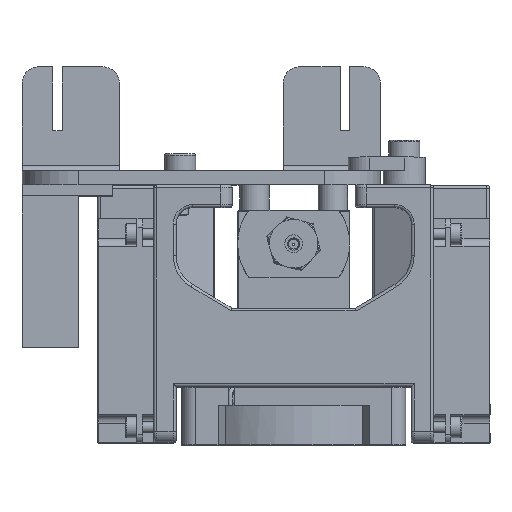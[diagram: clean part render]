
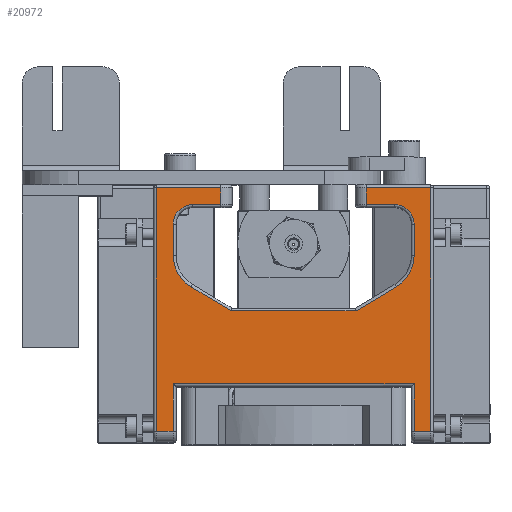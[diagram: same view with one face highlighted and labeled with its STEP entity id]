
A CAD part, top view. The second image highlights one B-rep face of the part: STEP entity #20972.
In plain terms, the highlighted planar face has unit normal (0, 0, 1).
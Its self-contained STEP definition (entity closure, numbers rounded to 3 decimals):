
#777=CIRCLE('',#22282,6.5);
#778=CIRCLE('',#22283,3.5);
#779=CIRCLE('',#22284,3.5);
#780=CIRCLE('',#22285,6.5);
#2170=PLANE('',#22281);
#2797=FACE_OUTER_BOUND('',#4059,.T.);
#4059=EDGE_LOOP('',(#14777,#14778,#14779,#14780,#14781,#14782,#14783,#14784,
#14785,#14786,#14787,#14788,#14789,#14790,#14791,#14792,#14793,#14794,#14795,
#14796,#14797,#14798));
#5492=LINE('',#31981,#7270);
#5497=LINE('',#31994,#7275);
#5498=LINE('',#31998,#7276);
#5499=LINE('',#32002,#7277);
#5500=LINE('',#32006,#7278);
#5501=LINE('',#32008,#7279);
#5502=LINE('',#32010,#7280);
#5503=LINE('',#32012,#7281);
#5504=LINE('',#32014,#7282);
#5505=LINE('',#32015,#7283);
#5506=LINE('',#32017,#7284);
#5507=LINE('',#32019,#7285);
#5508=LINE('',#32021,#7286);
#5509=LINE('',#32023,#7287);
#5510=LINE('',#32025,#7288);
#5511=LINE('',#32027,#7289);
#5512=LINE('',#32031,#7290);
#5513=LINE('',#32034,#7291);
#7270=VECTOR('',#24680,10.);
#7275=VECTOR('',#24691,10.);
#7276=VECTOR('',#24696,10.);
#7277=VECTOR('',#24699,10.);
#7278=VECTOR('',#24702,10.);
#7279=VECTOR('',#24703,10.);
#7280=VECTOR('',#24704,10.);
#7281=VECTOR('',#24705,10.);
#7282=VECTOR('',#24706,10.);
#7283=VECTOR('',#24707,10.);
#7284=VECTOR('',#24708,10.);
#7285=VECTOR('',#24709,10.);
#7286=VECTOR('',#24710,10.);
#7287=VECTOR('',#24711,10.);
#7288=VECTOR('',#24712,10.);
#7289=VECTOR('',#24713,10.);
#7290=VECTOR('',#24716,10.);
#7291=VECTOR('',#24719,10.);
#9259=VERTEX_POINT('',#31974);
#9262=VERTEX_POINT('',#31979);
#9266=VERTEX_POINT('',#31991);
#9267=VERTEX_POINT('',#31993);
#9268=VERTEX_POINT('',#31997);
#9269=VERTEX_POINT('',#31999);
#9270=VERTEX_POINT('',#32001);
#9271=VERTEX_POINT('',#32003);
#9272=VERTEX_POINT('',#32005);
#9273=VERTEX_POINT('',#32007);
#9274=VERTEX_POINT('',#32009);
#9275=VERTEX_POINT('',#32011);
#9276=VERTEX_POINT('',#32013);
#9277=VERTEX_POINT('',#32016);
#9278=VERTEX_POINT('',#32018);
#9279=VERTEX_POINT('',#32020);
#9280=VERTEX_POINT('',#32022);
#9281=VERTEX_POINT('',#32024);
#9282=VERTEX_POINT('',#32026);
#9283=VERTEX_POINT('',#32028);
#9284=VERTEX_POINT('',#32030);
#9285=VERTEX_POINT('',#32032);
#11385=EDGE_CURVE('',#9262,#9259,#5492,.T.);
#11391=EDGE_CURVE('',#9266,#9267,#5497,.T.);
#11393=EDGE_CURVE('',#9268,#9262,#5498,.T.);
#11394=EDGE_CURVE('',#9269,#9268,#777,.T.);
#11395=EDGE_CURVE('',#9270,#9269,#5499,.T.);
#11396=EDGE_CURVE('',#9271,#9270,#778,.T.);
#11397=EDGE_CURVE('',#9272,#9271,#5500,.T.);
#11398=EDGE_CURVE('',#9273,#9272,#5501,.T.);
#11399=EDGE_CURVE('',#9274,#9273,#5502,.T.);
#11400=EDGE_CURVE('',#9275,#9274,#5503,.T.);
#11401=EDGE_CURVE('',#9276,#9275,#5504,.T.);
#11402=EDGE_CURVE('',#9267,#9276,#5505,.T.);
#11403=EDGE_CURVE('',#9277,#9266,#5506,.T.);
#11404=EDGE_CURVE('',#9278,#9277,#5507,.T.);
#11405=EDGE_CURVE('',#9279,#9278,#5508,.T.);
#11406=EDGE_CURVE('',#9280,#9279,#5509,.T.);
#11407=EDGE_CURVE('',#9281,#9280,#5510,.T.);
#11408=EDGE_CURVE('',#9282,#9281,#5511,.T.);
#11409=EDGE_CURVE('',#9283,#9282,#779,.T.);
#11410=EDGE_CURVE('',#9284,#9283,#5512,.T.);
#11411=EDGE_CURVE('',#9285,#9284,#780,.T.);
#11412=EDGE_CURVE('',#9259,#9285,#5513,.T.);
#14777=ORIENTED_EDGE('',*,*,#11393,.F.);
#14778=ORIENTED_EDGE('',*,*,#11394,.F.);
#14779=ORIENTED_EDGE('',*,*,#11395,.F.);
#14780=ORIENTED_EDGE('',*,*,#11396,.F.);
#14781=ORIENTED_EDGE('',*,*,#11397,.F.);
#14782=ORIENTED_EDGE('',*,*,#11398,.F.);
#14783=ORIENTED_EDGE('',*,*,#11399,.F.);
#14784=ORIENTED_EDGE('',*,*,#11400,.F.);
#14785=ORIENTED_EDGE('',*,*,#11401,.F.);
#14786=ORIENTED_EDGE('',*,*,#11402,.F.);
#14787=ORIENTED_EDGE('',*,*,#11391,.F.);
#14788=ORIENTED_EDGE('',*,*,#11403,.F.);
#14789=ORIENTED_EDGE('',*,*,#11404,.F.);
#14790=ORIENTED_EDGE('',*,*,#11405,.F.);
#14791=ORIENTED_EDGE('',*,*,#11406,.F.);
#14792=ORIENTED_EDGE('',*,*,#11407,.F.);
#14793=ORIENTED_EDGE('',*,*,#11408,.F.);
#14794=ORIENTED_EDGE('',*,*,#11409,.F.);
#14795=ORIENTED_EDGE('',*,*,#11410,.F.);
#14796=ORIENTED_EDGE('',*,*,#11411,.F.);
#14797=ORIENTED_EDGE('',*,*,#11412,.F.);
#14798=ORIENTED_EDGE('',*,*,#11385,.F.);
#20972=ADVANCED_FACE('',(#2797),#2170,.T.);
#22281=AXIS2_PLACEMENT_3D('',#31996,#24694,#24695);
#22282=AXIS2_PLACEMENT_3D('',#32000,#24697,#24698);
#22283=AXIS2_PLACEMENT_3D('',#32004,#24700,#24701);
#22284=AXIS2_PLACEMENT_3D('',#32029,#24714,#24715);
#22285=AXIS2_PLACEMENT_3D('',#32033,#24717,#24718);
#24680=DIRECTION('',(1.,0.,0.));
#24691=DIRECTION('',(-1.,0.,0.));
#24694=DIRECTION('center_axis',(0.,0.,1.));
#24695=DIRECTION('ref_axis',(0.,-1.,0.));
#24696=DIRECTION('',(0.857,-0.515,0.));
#24697=DIRECTION('center_axis',(0.,0.,1.));
#24698=DIRECTION('ref_axis',(-0.87,-0.492,0.));
#24699=DIRECTION('',(0.,-1.,0.));
#24700=DIRECTION('center_axis',(0.,0.,1.));
#24701=DIRECTION('ref_axis',(-0.707,0.707,0.));
#24702=DIRECTION('',(-1.,0.,0.));
#24703=DIRECTION('',(0.,-1.,0.));
#24704=DIRECTION('',(1.,0.,0.));
#24705=DIRECTION('',(0.,1.,0.));
#24706=DIRECTION('',(-1.,0.,0.));
#24707=DIRECTION('',(0.,-1.,0.));
#24708=DIRECTION('',(0.,1.,0.));
#24709=DIRECTION('',(-1.,0.,0.));
#24710=DIRECTION('',(0.,-1.,0.));
#24711=DIRECTION('',(1.,0.,0.));
#24712=DIRECTION('',(0.,1.,0.));
#24713=DIRECTION('',(-1.,0.,0.));
#24714=DIRECTION('center_axis',(0.,0.,1.));
#24715=DIRECTION('ref_axis',(0.707,0.707,0.));
#24716=DIRECTION('',(0.,1.,0.));
#24717=DIRECTION('center_axis',(0.,0.,1.));
#24718=DIRECTION('ref_axis',(0.87,-0.492,0.));
#24719=DIRECTION('',(0.857,0.515,0.));
#31974=CARTESIAN_POINT('',(-75.611,-13.5,64.25));
#31979=CARTESIAN_POINT('',(-97.889,-13.5,64.25));
#31981=CARTESIAN_POINT('',(-73.75,-13.5,64.25));
#31991=CARTESIAN_POINT('',(-65.25,-26.5,64.25));
#31993=CARTESIAN_POINT('',(-108.25,-26.5,64.25));
#31994=CARTESIAN_POINT('',(-84.25,-26.5,64.25));
#31996=CARTESIAN_POINT('Origin',(-60.75,9.,64.25));
#31997=CARTESIAN_POINT('',(-105.098,-9.168,64.25));
#31998=CARTESIAN_POINT('',(-91.771,-17.176,64.25));
#31999=CARTESIAN_POINT('',(-108.25,-3.597,64.25));
#32000=CARTESIAN_POINT('Origin',(-101.75,-3.597,64.25));
#32001=CARTESIAN_POINT('',(-108.25,2.,64.25));
#32002=CARTESIAN_POINT('',(-108.25,-9.,64.25));
#32003=CARTESIAN_POINT('',(-104.75,5.5,64.25));
#32004=CARTESIAN_POINT('Origin',(-104.75,2.,64.25));
#32005=CARTESIAN_POINT('',(-99.75,5.5,64.25));
#32006=CARTESIAN_POINT('',(-86.8,5.5,64.25));
#32007=CARTESIAN_POINT('',(-99.75,8.5,64.25));
#32008=CARTESIAN_POINT('',(-99.75,9.,64.25));
#32009=CARTESIAN_POINT('',(-111.25,8.5,64.25));
#32010=CARTESIAN_POINT('',(-93.75,8.5,64.25));
#32011=CARTESIAN_POINT('',(-111.25,-35.,64.25));
#32012=CARTESIAN_POINT('',(-111.25,-9.,64.25));
#32013=CARTESIAN_POINT('',(-108.25,-35.,64.25));
#32014=CARTESIAN_POINT('',(-60.75,-35.,64.25));
#32015=CARTESIAN_POINT('',(-108.25,-9.,64.25));
#32016=CARTESIAN_POINT('',(-65.25,-35.,64.25));
#32017=CARTESIAN_POINT('',(-65.25,-1.,64.25));
#32018=CARTESIAN_POINT('',(-62.25,-35.,64.25));
#32019=CARTESIAN_POINT('',(-60.75,-35.,64.25));
#32020=CARTESIAN_POINT('',(-62.25,8.5,64.25));
#32021=CARTESIAN_POINT('',(-62.25,7.75,64.25));
#32022=CARTESIAN_POINT('',(-73.75,8.5,64.25));
#32023=CARTESIAN_POINT('',(-93.75,8.5,64.25));
#32024=CARTESIAN_POINT('',(-73.75,5.5,64.25));
#32025=CARTESIAN_POINT('',(-73.75,9.,64.25));
#32026=CARTESIAN_POINT('',(-68.75,5.5,64.25));
#32027=CARTESIAN_POINT('',(-61.5,5.5,64.25));
#32028=CARTESIAN_POINT('',(-65.25,2.,64.25));
#32029=CARTESIAN_POINT('Origin',(-68.75,2.,64.25));
#32030=CARTESIAN_POINT('',(-65.25,-3.597,64.25));
#32031=CARTESIAN_POINT('',(-65.25,1.,64.25));
#32032=CARTESIAN_POINT('',(-68.402,-9.168,64.25));
#32033=CARTESIAN_POINT('Origin',(-71.75,-3.597,64.25));
#32034=CARTESIAN_POINT('',(-62.626,-5.697,64.25));
